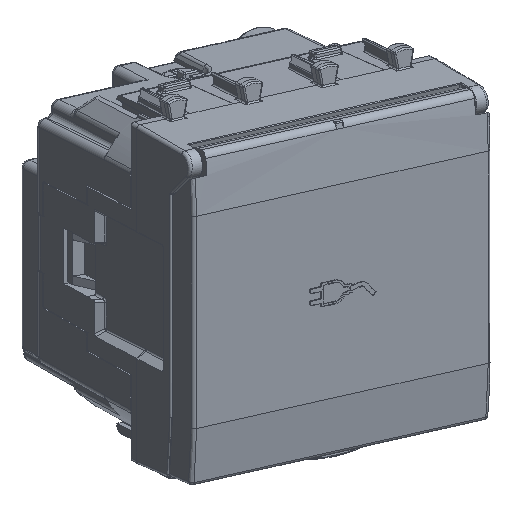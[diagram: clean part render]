
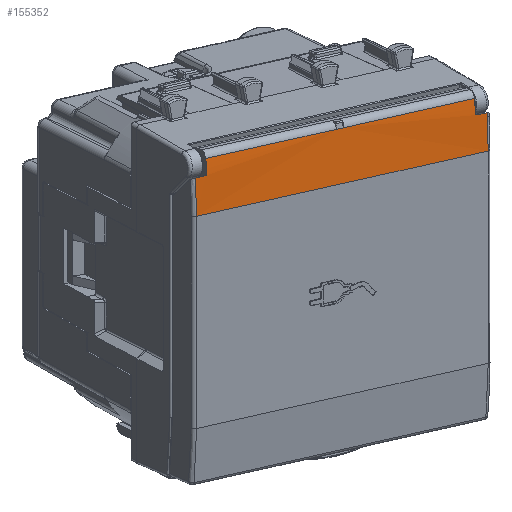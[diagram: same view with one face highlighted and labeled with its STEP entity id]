
A CAD part, top view. The second image highlights one B-rep face of the part: STEP entity #155352.
In plain terms, the highlighted cylindrical face has radius 49.6 mm (diameter 99.2 mm), a partial arc.
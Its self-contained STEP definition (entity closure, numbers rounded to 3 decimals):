
#149168=CARTESIAN_POINT('Vertex',(21.2,-0.45,4.108)) ;
#149171=CARTESIAN_POINT('Line Origine',(21.2,0.,4.108)) ;
#149175=CARTESIAN_POINT('Vertex',(21.2,-20.,4.108)) ;
#149196=CARTESIAN_POINT('Vertex',(21.2,20.,4.108)) ;
#149199=CARTESIAN_POINT('Line Origine',(21.2,0.,4.108)) ;
#149203=CARTESIAN_POINT('Vertex',(21.2,0.45,4.108)) ;
#152030=CARTESIAN_POINT('Line Origine',(14.06,0.,4.625)) ;
#152034=CARTESIAN_POINT('Vertex',(14.06,-21.714,4.625)) ;
#152036=CARTESIAN_POINT('Vertex',(14.06,21.714,4.625)) ;
#152967=CARTESIAN_POINT('Control Point',(14.06,21.714,4.625)) ;
#152968=CARTESIAN_POINT('Control Point',(15.06,21.714,4.625)) ;
#152969=CARTESIAN_POINT('Control Point',(16.059,21.714,4.6)) ;
#152970=CARTESIAN_POINT('Control Point',(17.057,21.715,4.55)) ;
#152971=CARTESIAN_POINT('Control Point',(18.054,21.715,4.474)) ;
#152972=CARTESIAN_POINT('Control Point',(19.048,21.716,4.374)) ;
#152973=CARTESIAN_POINT('Vertex',(19.048,21.716,4.374)) ;
#153035=CARTESIAN_POINT('Vertex',(19.048,-21.716,4.374)) ;
#153039=CARTESIAN_POINT('Control Point',(14.06,-21.714,4.625)) ;
#153040=CARTESIAN_POINT('Control Point',(15.06,-21.714,4.625)) ;
#153041=CARTESIAN_POINT('Control Point',(16.059,-21.714,4.6)) ;
#153042=CARTESIAN_POINT('Control Point',(17.057,-21.715,4.55)) ;
#153043=CARTESIAN_POINT('Control Point',(18.054,-21.715,4.474)) ;
#153044=CARTESIAN_POINT('Control Point',(19.048,-21.716,4.374)) ;
#155139=CARTESIAN_POINT('Line Origine',(19.048,21.5,4.374)) ;
#155143=CARTESIAN_POINT('Vertex',(19.048,20.2,4.374)) ;
#155189=CARTESIAN_POINT('Control Point',(19.048,20.2,4.374)) ;
#155190=CARTESIAN_POINT('Control Point',(19.048,20.119,4.374)) ;
#155191=CARTESIAN_POINT('Control Point',(19.099,20.037,4.369)) ;
#155192=CARTESIAN_POINT('Control Point',(19.181,20.,4.36)) ;
#155193=CARTESIAN_POINT('Control Point',(19.262,20.,4.351)) ;
#155194=CARTESIAN_POINT('Vertex',(19.262,20.,4.351)) ;
#155238=CARTESIAN_POINT('Line Origine',(19.048,21.5,4.374)) ;
#155242=CARTESIAN_POINT('Vertex',(19.048,-20.2,4.374)) ;
#155298=CARTESIAN_POINT('Control Point',(19.048,-20.2,4.374)) ;
#155299=CARTESIAN_POINT('Control Point',(19.048,-20.119,4.374)) ;
#155300=CARTESIAN_POINT('Control Point',(19.099,-20.037,4.369)) ;
#155301=CARTESIAN_POINT('Control Point',(19.181,-20.,4.36)) ;
#155302=CARTESIAN_POINT('Control Point',(19.262,-20.,4.351)) ;
#155303=CARTESIAN_POINT('Vertex',(19.262,-20.,4.351)) ;
#155318=CARTESIAN_POINT('Axis2P3D Location',(14.06,0.,-44.975)) ;
#155323=CARTESIAN_POINT('Axis2P3D Location',(14.06,20.,-44.975)) ;
#155328=CARTESIAN_POINT('Axis2P3D Location',(14.06,-20.,-44.975)) ;
#155333=CARTESIAN_POINT('Line Origine',(21.2,0.,4.108)) ;
#149172=DIRECTION('Vector Direction',(0.,1.,0.)) ;
#149200=DIRECTION('Vector Direction',(0.,1.,0.)) ;
#152031=DIRECTION('Vector Direction',(0.,1.,0.)) ;
#155140=DIRECTION('Vector Direction',(0.,1.,0.)) ;
#155239=DIRECTION('Vector Direction',(0.,1.,0.)) ;
#155319=DIRECTION('Axis2P3D Direction',(0.,1.,0.)) ;
#155320=DIRECTION('Axis2P3D XDirection',(0.,0.,1.)) ;
#155324=DIRECTION('Axis2P3D Direction',(0.,1.,0.)) ;
#155329=DIRECTION('Axis2P3D Direction',(0.,1.,0.)) ;
#155334=DIRECTION('Vector Direction',(0.,1.,0.)) ;
#155321=AXIS2_PLACEMENT_3D('Cylinder Axis2P3D',#155318,#155319,#155320) ;
#155325=AXIS2_PLACEMENT_3D('Circle Axis2P3D',#155323,#155324,$) ;
#155330=AXIS2_PLACEMENT_3D('Circle Axis2P3D',#155328,#155329,$) ;
#155339=ORIENTED_EDGE('',*,*,#149205,.T.) ;
#155340=ORIENTED_EDGE('',*,*,#155327,.F.) ;
#155341=ORIENTED_EDGE('',*,*,#155196,.T.) ;
#155342=ORIENTED_EDGE('',*,*,#155145,.T.) ;
#155343=ORIENTED_EDGE('',*,*,#152975,.F.) ;
#155344=ORIENTED_EDGE('',*,*,#152038,.F.) ;
#155345=ORIENTED_EDGE('',*,*,#153045,.F.) ;
#155346=ORIENTED_EDGE('',*,*,#155244,.F.) ;
#155347=ORIENTED_EDGE('',*,*,#155305,.T.) ;
#155348=ORIENTED_EDGE('',*,*,#155332,.T.) ;
#155349=ORIENTED_EDGE('',*,*,#149177,.T.) ;
#155350=ORIENTED_EDGE('',*,*,#155337,.T.) ;
#149173=VECTOR('Line Direction',#149172,1.) ;
#149201=VECTOR('Line Direction',#149200,1.) ;
#152032=VECTOR('Line Direction',#152031,1.) ;
#155141=VECTOR('Line Direction',#155140,1.) ;
#155240=VECTOR('Line Direction',#155239,1.) ;
#155335=VECTOR('Line Direction',#155334,1.) ;
#155352=ADVANCED_FACE('PartBody',(#155351),#155322,.T.) ;
#152966=B_SPLINE_CURVE_WITH_KNOTS('',5,(#152967,#152968,#152969,#152970,#152971,#152972),.UNSPECIFIED.,.F.,.U.,(6,6),(34.485,41.515),.UNSPECIFIED.) ;
#153038=B_SPLINE_CURVE_WITH_KNOTS('',5,(#153039,#153040,#153041,#153042,#153043,#153044),.UNSPECIFIED.,.F.,.U.,(6,6),(34.485,41.515),.UNSPECIFIED.) ;
#155188=B_SPLINE_CURVE_WITH_KNOTS('',4,(#155189,#155190,#155191,#155192,#155193),.UNSPECIFIED.,.F.,.U.,(5,5),(0.,0.461),.UNSPECIFIED.) ;
#155297=B_SPLINE_CURVE_WITH_KNOTS('',4,(#155298,#155299,#155300,#155301,#155302),.UNSPECIFIED.,.F.,.U.,(5,5),(0.,0.461),.UNSPECIFIED.) ;
#155326=CIRCLE('generated circle',#155325,49.6) ;
#155331=CIRCLE('generated circle',#155330,49.6) ;
#155322=CYLINDRICAL_SURFACE('generated cylinder',#155321,49.6) ;
#149177=EDGE_CURVE('',#149176,#149169,#149174,.T.) ;
#149205=EDGE_CURVE('',#149204,#149197,#149202,.T.) ;
#152038=EDGE_CURVE('',#152035,#152037,#152033,.T.) ;
#152975=EDGE_CURVE('',#152037,#152974,#152966,.T.) ;
#153045=EDGE_CURVE('',#153036,#152035,#153038,.F.) ;
#155145=EDGE_CURVE('',#155144,#152974,#155142,.T.) ;
#155196=EDGE_CURVE('',#155195,#155144,#155188,.F.) ;
#155244=EDGE_CURVE('',#155243,#153036,#155241,.F.) ;
#155305=EDGE_CURVE('',#155243,#155304,#155297,.T.) ;
#155327=EDGE_CURVE('',#155195,#149197,#155326,.T.) ;
#155332=EDGE_CURVE('',#155304,#149176,#155331,.T.) ;
#155337=EDGE_CURVE('',#149169,#149204,#155336,.T.) ;
#155338=EDGE_LOOP('',(#155339,#155340,#155341,#155342,#155343,#155344,#155345,#155346,#155347,#155348,#155349,#155350)) ;
#155351=FACE_OUTER_BOUND('',#155338,.T.) ;
#149174=LINE('Line',#149171,#149173) ;
#149202=LINE('Line',#149199,#149201) ;
#152033=LINE('Line',#152030,#152032) ;
#155142=LINE('Line',#155139,#155141) ;
#155241=LINE('Line',#155238,#155240) ;
#155336=LINE('Line',#155333,#155335) ;
#149169=VERTEX_POINT('',#149168) ;
#149176=VERTEX_POINT('',#149175) ;
#149197=VERTEX_POINT('',#149196) ;
#149204=VERTEX_POINT('',#149203) ;
#152035=VERTEX_POINT('',#152034) ;
#152037=VERTEX_POINT('',#152036) ;
#152974=VERTEX_POINT('',#152973) ;
#153036=VERTEX_POINT('',#153035) ;
#155144=VERTEX_POINT('',#155143) ;
#155195=VERTEX_POINT('',#155194) ;
#155243=VERTEX_POINT('',#155242) ;
#155304=VERTEX_POINT('',#155303) ;
